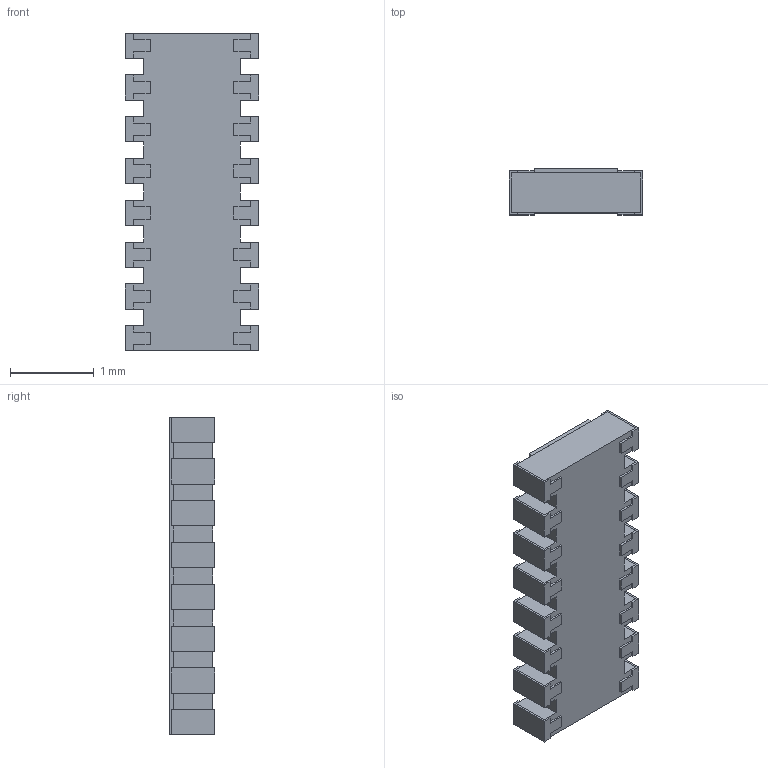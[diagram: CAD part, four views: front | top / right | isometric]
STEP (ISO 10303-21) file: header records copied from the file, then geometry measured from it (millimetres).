
FILE_DESCRIPTION (( 'STEP AP214' ), '1' );
FILE_NAME ('EXB-2HV102JV.STEP', '2021-10-06T13:06:59', ( '' ), ( '' ), 'SwSTEP 2.0', 'SolidWorks 2017', '' );
FILE_SCHEMA (( 'AUTOMOTIVE_DESIGN' ));
Length unit declared in the file: millimetre
Products named in the file (1): EXB-2HV102JV
Bounding box: 1.6 x 0.55 x 3.8 mm (x, y, z)
Volume: 2.8 mm3; surface area: 36 mm2
Topology: 18 solids, 18 shells, 356 faces, 960 edges, 640 vertices
Faces by surface type: plane 356
Entity records: 11111 total; most frequent: CARTESIAN_POINT 1957, ORIENTED_EDGE 1920, DIRECTION 1674, VECTOR 960, LINE 960, EDGE_CURVE 960, VERTEX_POINT 640, AXIS2_PLACEMENT_3D 357
